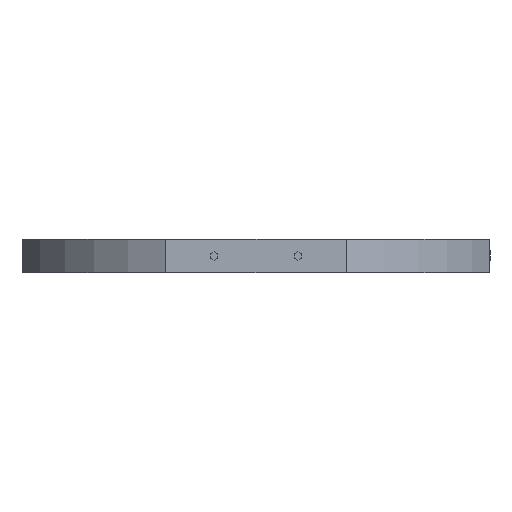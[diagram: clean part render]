
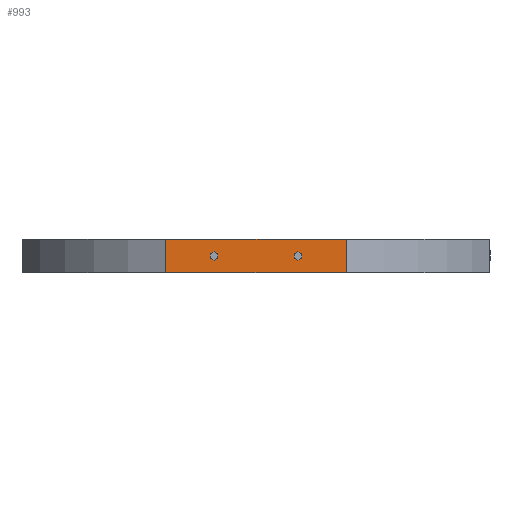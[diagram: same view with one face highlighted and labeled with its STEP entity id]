
A CAD part, front view. The second image highlights one B-rep face of the part: STEP entity #993.
In plain terms, the highlighted planar face has unit normal (0, -1, 0).
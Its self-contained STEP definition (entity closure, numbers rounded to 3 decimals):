
#2 = CARTESIAN_POINT ( 'NONE',  ( -12.5, -75., -110.7 ) ) ;
#60 = CARTESIAN_POINT ( 'NONE',  ( 12.5, -75., -113.3 ) ) ;
#66 = CARTESIAN_POINT ( 'NONE',  ( 26.926, -75., -117. ) ) ;
#79 = VERTEX_POINT ( 'NONE', #1519 ) ;
#94 = DIRECTION ( 'NONE',  ( 0., 0., 1. ) ) ;
#166 = EDGE_CURVE ( 'NONE', #2229, #2165, #1155, .T. ) ;
#169 = ORIENTED_EDGE ( 'NONE', *, *, #2651, .F. ) ;
#205 = VECTOR ( 'NONE', #636, 1000. ) ;
#214 = VERTEX_POINT ( 'NONE', #1792 ) ;
#239 = CARTESIAN_POINT ( 'NONE',  ( 26.926, -75., -107. ) ) ;
#244 = VECTOR ( 'NONE', #872, 1000. ) ;
#250 = VERTEX_POINT ( 'NONE', #543 ) ;
#255 = VECTOR ( 'NONE', #633, 1000. ) ;
#284 = LINE ( 'NONE', #2627, #791 ) ;
#367 = ORIENTED_EDGE ( 'NONE', *, *, #2259, .F. ) ;
#370 = DIRECTION ( 'NONE',  ( -0.866, 0., 0.5 ) ) ;
#375 = DIRECTION ( 'NONE',  ( -1., 0., 0. ) ) ;
#400 = LINE ( 'NONE', #1289, #205 ) ;
#444 = LINE ( 'NONE', #2605, #931 ) ;
#451 = CARTESIAN_POINT ( 'NONE',  ( 13.626, -75., -111.35 ) ) ;
#458 = VERTEX_POINT ( 'NONE', #1125 ) ;
#465 = DIRECTION ( 'NONE',  ( 0.866, 0., 0.5 ) ) ;
#501 = LINE ( 'NONE', #1350, #2099 ) ;
#516 = VERTEX_POINT ( 'NONE', #2 ) ;
#533 = CARTESIAN_POINT ( 'NONE',  ( 13.626, -75., -111.35 ) ) ;
#543 = CARTESIAN_POINT ( 'NONE',  ( -13.626, -75., -111.35 ) ) ;
#554 = VERTEX_POINT ( 'NONE', #60 ) ;
#567 = VECTOR ( 'NONE', #2230, 1000. ) ;
#602 = DIRECTION ( 'NONE',  ( 0., 0., -1. ) ) ;
#612 = EDGE_CURVE ( 'NONE', #79, #554, #501, .T. ) ;
#633 = DIRECTION ( 'NONE',  ( 0.866, 0., 0.5 ) ) ;
#636 = DIRECTION ( 'NONE',  ( 0., 0., -1. ) ) ;
#637 = ORIENTED_EDGE ( 'NONE', *, *, #1585, .F. ) ;
#702 = VECTOR ( 'NONE', #375, 1000. ) ;
#704 = EDGE_CURVE ( 'NONE', #554, #1636, #1074, .T. ) ;
#706 = VECTOR ( 'NONE', #94, 1000. ) ;
#719 = ORIENTED_EDGE ( 'NONE', *, *, #166, .F. ) ;
#748 = VECTOR ( 'NONE', #2072, 1000. ) ;
#758 = EDGE_CURVE ( 'NONE', #2382, #2114, #2416, .T. ) ;
#763 = LINE ( 'NONE', #2485, #567 ) ;
#776 = LINE ( 'NONE', #1241, #1157 ) ;
#779 = CARTESIAN_POINT ( 'NONE',  ( 13.626, -75., -112.65 ) ) ;
#782 = VECTOR ( 'NONE', #2451, 1000. ) ;
#791 = VECTOR ( 'NONE', #1165, 1000. ) ;
#872 = DIRECTION ( 'NONE',  ( -1., 0., 0. ) ) ;
#888 = CARTESIAN_POINT ( 'NONE',  ( 12.5, -75., -110.7 ) ) ;
#931 = VECTOR ( 'NONE', #1304, 1000. ) ;
#942 = EDGE_CURVE ( 'NONE', #2165, #458, #1841, .T. ) ;
#993 = ADVANCED_FACE ( 'NONE', ( #1223, #2117, #2335 ), #2778, .T. ) ;
#994 = LINE ( 'NONE', #1416, #1200 ) ;
#996 = ORIENTED_EDGE ( 'NONE', *, *, #1487, .T. ) ;
#1012 = ORIENTED_EDGE ( 'NONE', *, *, #612, .F. ) ;
#1038 = EDGE_CURVE ( 'NONE', #2332, #2258, #1446, .T. ) ;
#1048 = ORIENTED_EDGE ( 'NONE', *, *, #1701, .F. ) ;
#1074 = LINE ( 'NONE', #1985, #2312 ) ;
#1125 = CARTESIAN_POINT ( 'NONE',  ( 11.374, -75., -111.35 ) ) ;
#1132 = CARTESIAN_POINT ( 'NONE',  ( -26.926, -75., -107. ) ) ;
#1155 = LINE ( 'NONE', #533, #782 ) ;
#1157 = VECTOR ( 'NONE', #602, 1000. ) ;
#1165 = DIRECTION ( 'NONE',  ( 0., 0., 1. ) ) ;
#1179 = DIRECTION ( 'NONE',  ( 0.866, 0., -0.5 ) ) ;
#1200 = VECTOR ( 'NONE', #1209, 1000. ) ;
#1209 = DIRECTION ( 'NONE',  ( -0.866, 0., -0.5 ) ) ;
#1223 = FACE_BOUND ( 'NONE', #2010, .T. ) ;
#1241 = CARTESIAN_POINT ( 'NONE',  ( 11.374, -75., -111.35 ) ) ;
#1263 = DIRECTION ( 'NONE',  ( 1., 0., 0. ) ) ;
#1289 = CARTESIAN_POINT ( 'NONE',  ( -13.626, -75., -111.35 ) ) ;
#1304 = DIRECTION ( 'NONE',  ( 0.866, 0., -0.5 ) ) ;
#1336 = ORIENTED_EDGE ( 'NONE', *, *, #1824, .F. ) ;
#1346 = CARTESIAN_POINT ( 'NONE',  ( 0., -75., -107. ) ) ;
#1350 = CARTESIAN_POINT ( 'NONE',  ( 11.374, -75., -112.65 ) ) ;
#1383 = DIRECTION ( 'NONE',  ( 0., 0., -1. ) ) ;
#1416 = CARTESIAN_POINT ( 'NONE',  ( -12.5, -75., -110.7 ) ) ;
#1446 = LINE ( 'NONE', #2305, #702 ) ;
#1487 = EDGE_CURVE ( 'NONE', #2114, #2258, #1591, .T. ) ;
#1490 = ORIENTED_EDGE ( 'NONE', *, *, #942, .F. ) ;
#1512 = EDGE_CURVE ( 'NONE', #2332, #2382, #2037, .T. ) ;
#1519 = CARTESIAN_POINT ( 'NONE',  ( 11.374, -75., -112.65 ) ) ;
#1585 = EDGE_CURVE ( 'NONE', #516, #250, #994, .T. ) ;
#1591 = LINE ( 'NONE', #2426, #2775 ) ;
#1620 = CARTESIAN_POINT ( 'NONE',  ( -11.374, -75., -111.35 ) ) ;
#1636 = VERTEX_POINT ( 'NONE', #779 ) ;
#1651 = EDGE_CURVE ( 'NONE', #2779, #516, #2704, .T. ) ;
#1701 = EDGE_CURVE ( 'NONE', #250, #1897, #400, .T. ) ;
#1714 = ORIENTED_EDGE ( 'NONE', *, *, #1038, .F. ) ;
#1738 = CARTESIAN_POINT ( 'NONE',  ( -11.374, -75., -112.65 ) ) ;
#1779 = EDGE_LOOP ( 'NONE', ( #1932, #1336, #1048, #637, #2549, #1910 ) ) ;
#1780 = CARTESIAN_POINT ( 'NONE',  ( -26.926, -75., -117. ) ) ;
#1792 = CARTESIAN_POINT ( 'NONE',  ( -12.5, -75., -113.3 ) ) ;
#1824 = EDGE_CURVE ( 'NONE', #1897, #214, #444, .T. ) ;
#1832 = ORIENTED_EDGE ( 'NONE', *, *, #704, .F. ) ;
#1841 = LINE ( 'NONE', #2269, #748 ) ;
#1860 = ORIENTED_EDGE ( 'NONE', *, *, #758, .T. ) ;
#1897 = VERTEX_POINT ( 'NONE', #2630 ) ;
#1910 = ORIENTED_EDGE ( 'NONE', *, *, #2377, .F. ) ;
#1932 = ORIENTED_EDGE ( 'NONE', *, *, #2153, .F. ) ;
#1985 = CARTESIAN_POINT ( 'NONE',  ( 12.5, -75., -113.3 ) ) ;
#2010 = EDGE_LOOP ( 'NONE', ( #1490, #719, #367, #1832, #1012, #169 ) ) ;
#2037 = LINE ( 'NONE', #66, #706 ) ;
#2072 = DIRECTION ( 'NONE',  ( -0.866, 0., -0.5 ) ) ;
#2098 = CARTESIAN_POINT ( 'NONE',  ( -11.374, -75., -111.35 ) ) ;
#2099 = VECTOR ( 'NONE', #1179, 1000. ) ;
#2114 = VERTEX_POINT ( 'NONE', #1132 ) ;
#2117 = FACE_BOUND ( 'NONE', #1779, .T. ) ;
#2127 = CARTESIAN_POINT ( 'NONE',  ( -70., -75., 30. ) ) ;
#2145 = CARTESIAN_POINT ( 'NONE',  ( -12.5, -75., -113.3 ) ) ;
#2153 = EDGE_CURVE ( 'NONE', #214, #2211, #2161, .T. ) ;
#2161 = LINE ( 'NONE', #2145, #255 ) ;
#2165 = VERTEX_POINT ( 'NONE', #888 ) ;
#2211 = VERTEX_POINT ( 'NONE', #1738 ) ;
#2229 = VERTEX_POINT ( 'NONE', #451 ) ;
#2230 = DIRECTION ( 'NONE',  ( 0., 0., 1. ) ) ;
#2258 = VERTEX_POINT ( 'NONE', #1780 ) ;
#2259 = EDGE_CURVE ( 'NONE', #1636, #2229, #763, .T. ) ;
#2269 = CARTESIAN_POINT ( 'NONE',  ( 12.5, -75., -110.7 ) ) ;
#2305 = CARTESIAN_POINT ( 'NONE',  ( -70., -75., -117. ) ) ;
#2312 = VECTOR ( 'NONE', #465, 1000. ) ;
#2320 = AXIS2_PLACEMENT_3D ( 'NONE', #2127, #2735, #1263 ) ;
#2332 = VERTEX_POINT ( 'NONE', #2340 ) ;
#2335 = FACE_OUTER_BOUND ( 'NONE', #2447, .T. ) ;
#2340 = CARTESIAN_POINT ( 'NONE',  ( 26.926, -75., -117. ) ) ;
#2367 = VECTOR ( 'NONE', #370, 1000. ) ;
#2377 = EDGE_CURVE ( 'NONE', #2211, #2779, #284, .T. ) ;
#2382 = VERTEX_POINT ( 'NONE', #239 ) ;
#2395 = ORIENTED_EDGE ( 'NONE', *, *, #1512, .T. ) ;
#2416 = LINE ( 'NONE', #1346, #244 ) ;
#2426 = CARTESIAN_POINT ( 'NONE',  ( -26.926, -75., -117. ) ) ;
#2447 = EDGE_LOOP ( 'NONE', ( #2395, #1860, #996, #1714 ) ) ;
#2451 = DIRECTION ( 'NONE',  ( -0.866, 0., 0.5 ) ) ;
#2485 = CARTESIAN_POINT ( 'NONE',  ( 13.626, -75., -112.65 ) ) ;
#2549 = ORIENTED_EDGE ( 'NONE', *, *, #1651, .F. ) ;
#2605 = CARTESIAN_POINT ( 'NONE',  ( -13.626, -75., -112.65 ) ) ;
#2627 = CARTESIAN_POINT ( 'NONE',  ( -11.374, -75., -112.65 ) ) ;
#2630 = CARTESIAN_POINT ( 'NONE',  ( -13.626, -75., -112.65 ) ) ;
#2651 = EDGE_CURVE ( 'NONE', #458, #79, #776, .T. ) ;
#2704 = LINE ( 'NONE', #2098, #2367 ) ;
#2735 = DIRECTION ( 'NONE',  ( 0., -1., 0. ) ) ;
#2775 = VECTOR ( 'NONE', #1383, 1000. ) ;
#2778 = PLANE ( 'NONE',  #2320 ) ;
#2779 = VERTEX_POINT ( 'NONE', #1620 ) ;
